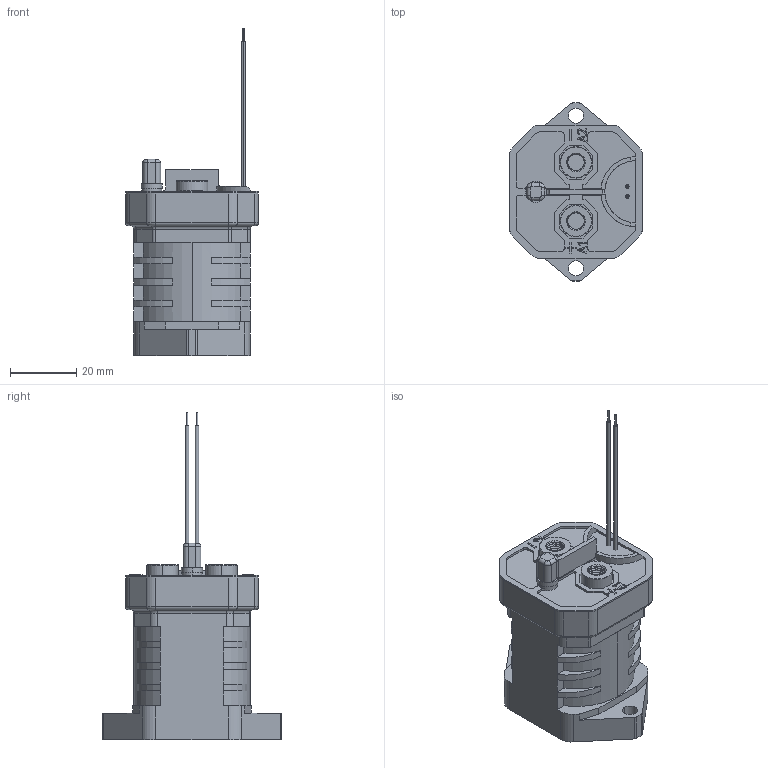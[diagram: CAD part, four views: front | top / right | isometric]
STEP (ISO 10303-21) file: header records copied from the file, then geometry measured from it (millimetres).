
FILE_DESCRIPTION((''),'2;1');
FILE_NAME('EVQ100E12DA','2020-08-06T14:35:33',('dell'),(''),'CREO PARAMETRIC BY PTC INC, 2018400','CREO PARAMETRIC BY PTC INC, 2018400','');
FILE_SCHEMA(('CONFIG_CONTROL_DESIGN'));
Length unit declared in the file: millimetre
Products named in the file (1): EVQ100E12DA
Bounding box: 40.2 x 53.85 x 99 mm (x, y, z)
Surface area: 13238.2 mm2 (no closed solid volume)
Topology: 0 solids, 16 shells, 470 faces, 1390 edges, 931 vertices
Faces by surface type: plane 232, cylinder 191, torus 19, extrusion 10, cone 10, bspline 8
Entity records: 23023 total; most frequent: CARTESIAN_POINT 10604, DIRECTION 2524, ORIENTED_EDGE 2488, EDGE_CURVE 1390, VERTEX_POINT 931, VECTOR 878, LINE 868, AXIS2_PLACEMENT_3D 823
